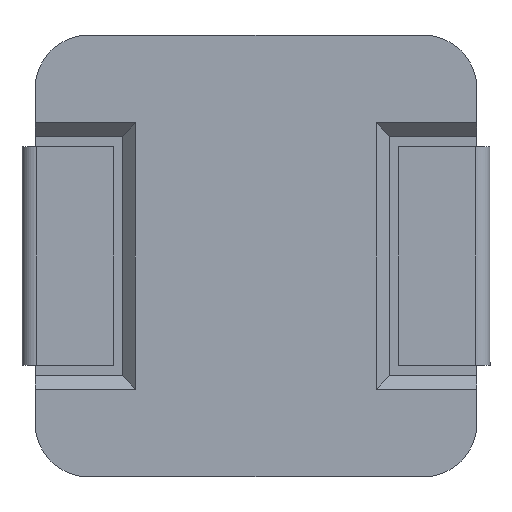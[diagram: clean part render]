
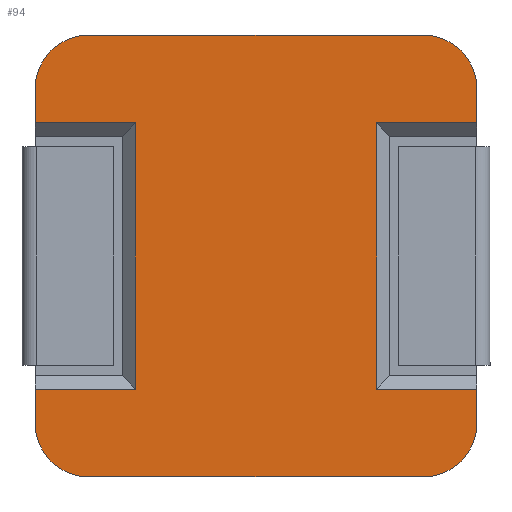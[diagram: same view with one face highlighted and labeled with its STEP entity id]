
A CAD part, front view. The second image highlights one B-rep face of the part: STEP entity #94.
In plain terms, the highlighted planar face has unit normal (0, -1, 0).
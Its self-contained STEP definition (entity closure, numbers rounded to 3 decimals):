
#94=ADVANCED_FACE('',(#180),#181,.F.);
#180=FACE_OUTER_BOUND('',#312,.T.);
#181=PLANE('',#313);
#312=EDGE_LOOP('',(#619,#620,#621,#622,#623,#624,#625,#626,#627,#628,#629,#630,#631,#632,#633,#634));
#313=AXIS2_PLACEMENT_3D('',#635,#636,#637);
#619=ORIENTED_EDGE('',*,*,#1073,.F.);
#620=ORIENTED_EDGE('',*,*,#1100,.T.);
#621=ORIENTED_EDGE('',*,*,#1101,.T.);
#622=ORIENTED_EDGE('',*,*,#1102,.T.);
#623=ORIENTED_EDGE('',*,*,#1029,.F.);
#624=ORIENTED_EDGE('',*,*,#1069,.F.);
#625=ORIENTED_EDGE('',*,*,#1096,.F.);
#626=ORIENTED_EDGE('',*,*,#1091,.F.);
#627=ORIENTED_EDGE('',*,*,#1089,.F.);
#628=ORIENTED_EDGE('',*,*,#1103,.T.);
#629=ORIENTED_EDGE('',*,*,#1104,.T.);
#630=ORIENTED_EDGE('',*,*,#1105,.T.);
#631=ORIENTED_EDGE('',*,*,#1038,.F.);
#632=ORIENTED_EDGE('',*,*,#1085,.F.);
#633=ORIENTED_EDGE('',*,*,#1083,.F.);
#634=ORIENTED_EDGE('',*,*,#1076,.F.);
#635=CARTESIAN_POINT('',(2.673,2.428,8.036));
#636=DIRECTION('',(-0.0,1.0,0.0));
#637=DIRECTION('',(1.0,0.0,0.0));
#1029=EDGE_CURVE('',#1233,#1235,#1236,.T.);
#1038=EDGE_CURVE('',#1250,#1252,#1253,.T.);
#1069=EDGE_CURVE('',#1309,#1233,#1310,.T.);
#1073=EDGE_CURVE('',#1314,#1316,#1317,.T.);
#1076=EDGE_CURVE('',#1316,#1321,#1322,.T.);
#1083=EDGE_CURVE('',#1321,#1333,#1334,.T.);
#1085=EDGE_CURVE('',#1333,#1250,#1336,.T.);
#1089=EDGE_CURVE('',#1341,#1343,#1344,.T.);
#1091=EDGE_CURVE('',#1343,#1346,#1347,.T.);
#1096=EDGE_CURVE('',#1346,#1309,#1354,.T.);
#1100=EDGE_CURVE('',#1314,#1360,#1361,.T.);
#1101=EDGE_CURVE('',#1360,#1362,#1363,.T.);
#1102=EDGE_CURVE('',#1362,#1235,#1364,.T.);
#1103=EDGE_CURVE('',#1341,#1365,#1366,.T.);
#1104=EDGE_CURVE('',#1365,#1367,#1368,.T.);
#1105=EDGE_CURVE('',#1367,#1252,#1369,.T.);
#1233=VERTEX_POINT('',#1567);
#1235=VERTEX_POINT('',#1570);
#1236=LINE('',#1571,#1572);
#1250=VERTEX_POINT('',#1603);
#1252=VERTEX_POINT('',#1606);
#1253=LINE('',#1607,#1608);
#1309=VERTEX_POINT('',#1708);
#1310=CIRCLE('',#1709,0.625);
#1314=VERTEX_POINT('',#1715);
#1316=VERTEX_POINT('',#1718);
#1317=LINE('',#1719,#1720);
#1321=VERTEX_POINT('',#1726);
#1322=CIRCLE('',#1727,0.625);
#1333=VERTEX_POINT('',#1743);
#1334=LINE('',#1744,#1745);
#1336=CIRCLE('',#1748,0.625);
#1341=VERTEX_POINT('',#1755);
#1343=VERTEX_POINT('',#1758);
#1344=LINE('',#1759,#1760);
#1346=VERTEX_POINT('',#1763);
#1347=CIRCLE('',#1764,0.625);
#1354=LINE('',#1775,#1776);
#1360=VERTEX_POINT('',#1784);
#1361=LINE('',#1785,#1786);
#1362=VERTEX_POINT('',#1787);
#1363=LINE('',#1788,#1789);
#1364=LINE('',#1790,#1791);
#1365=VERTEX_POINT('',#1792);
#1366=LINE('',#1793,#1794);
#1367=VERTEX_POINT('',#1795);
#1368=LINE('',#1796,#1797);
#1369=LINE('',#1798,#1799);
#1567=CARTESIAN_POINT('',(3.297,2.428,8.036));
#1570=CARTESIAN_POINT('',(3.297,2.428,7.637));
#1571=CARTESIAN_POINT('',(3.297,2.428,8.036));
#1572=VECTOR('',#2067,1000.0);
#1603=CARTESIAN_POINT('',(-1.849,2.428,4.14));
#1606=CARTESIAN_POINT('',(-1.849,2.428,4.538));
#1607=CARTESIAN_POINT('',(-1.849,2.428,8.036));
#1608=VECTOR('',#2074,1000.0);
#1708=CARTESIAN_POINT('',(2.673,2.428,8.661));
#1709=AXIS2_PLACEMENT_3D('',#2113,#2114,#2115);
#1715=CARTESIAN_POINT('',(3.297,2.428,4.538));
#1718=CARTESIAN_POINT('',(3.297,2.428,4.14));
#1719=CARTESIAN_POINT('',(3.297,2.428,8.036));
#1720=VECTOR('',#2119,1000.0);
#1726=CARTESIAN_POINT('',(2.673,2.428,3.515));
#1727=AXIS2_PLACEMENT_3D('',#2122,#2123,#2124);
#1743=CARTESIAN_POINT('',(-1.224,2.428,3.515));
#1744=CARTESIAN_POINT('',(-1.224,2.428,3.515));
#1745=VECTOR('',#2133,1000.0);
#1748=AXIS2_PLACEMENT_3D('',#2135,#2136,#2137);
#1755=CARTESIAN_POINT('',(-1.849,2.428,7.637));
#1758=CARTESIAN_POINT('',(-1.849,2.428,8.036));
#1759=CARTESIAN_POINT('',(-1.849,2.428,8.036));
#1760=VECTOR('',#2141,1000.0);
#1763=CARTESIAN_POINT('',(-1.224,2.428,8.661));
#1764=AXIS2_PLACEMENT_3D('',#2143,#2144,#2145);
#1775=CARTESIAN_POINT('',(-1.224,2.428,8.661));
#1776=VECTOR('',#2150,1000.0);
#1784=CARTESIAN_POINT('',(2.129,2.428,4.538));
#1785=CARTESIAN_POINT('',(2.673,2.428,4.538));
#1786=VECTOR('',#2156,1000.0);
#1787=CARTESIAN_POINT('',(2.129,2.428,7.637));
#1788=CARTESIAN_POINT('',(2.129,2.428,8.036));
#1789=VECTOR('',#2157,1000.0);
#1790=CARTESIAN_POINT('',(2.673,2.428,7.637));
#1791=VECTOR('',#2158,1000.0);
#1792=CARTESIAN_POINT('',(-0.68,2.428,7.637));
#1793=CARTESIAN_POINT('',(2.673,2.428,7.637));
#1794=VECTOR('',#2159,1000.0);
#1795=CARTESIAN_POINT('',(-0.68,2.428,4.538));
#1796=CARTESIAN_POINT('',(-0.68,2.428,8.036));
#1797=VECTOR('',#2160,1000.0);
#1798=CARTESIAN_POINT('',(2.673,2.428,4.538));
#1799=VECTOR('',#2161,1000.0);
#2067=DIRECTION('',(0.0,0.0,-1.0));
#2074=DIRECTION('',(-0.0,-0.0,1.0));
#2113=CARTESIAN_POINT('',(2.673,2.428,8.036));
#2114=DIRECTION('',(0.0,1.0,0.0));
#2115=DIRECTION('',(0.0,0.0,1.0));
#2119=DIRECTION('',(0.0,0.0,-1.0));
#2122=CARTESIAN_POINT('',(2.673,2.428,4.14));
#2123=DIRECTION('',(0.0,1.0,0.0));
#2124=DIRECTION('',(0.0,0.0,-1.0));
#2133=DIRECTION('',(-1.0,-0.0,-0.0));
#2135=CARTESIAN_POINT('',(-1.224,2.428,4.14));
#2136=DIRECTION('',(0.0,1.0,0.0));
#2137=DIRECTION('',(0.0,0.0,-1.0));
#2141=DIRECTION('',(-0.0,-0.0,1.0));
#2143=CARTESIAN_POINT('',(-1.224,2.428,8.036));
#2144=DIRECTION('',(0.0,1.0,0.0));
#2145=DIRECTION('',(0.0,0.0,-1.0));
#2150=DIRECTION('',(1.0,0.0,0.0));
#2156=DIRECTION('',(-1.0,0.0,0.0));
#2157=DIRECTION('',(0.0,0.0,1.0));
#2158=DIRECTION('',(1.0,0.0,0.));
#2159=DIRECTION('',(1.0,0.0,0.));
#2160=DIRECTION('',(0.0,0.0,-1.0));
#2161=DIRECTION('',(-1.0,0.0,0.0));
